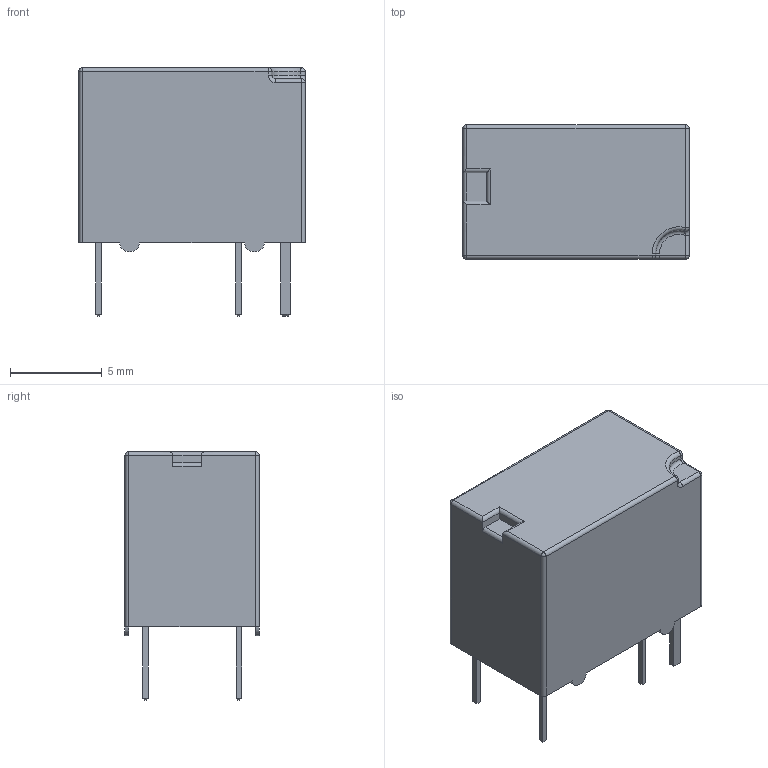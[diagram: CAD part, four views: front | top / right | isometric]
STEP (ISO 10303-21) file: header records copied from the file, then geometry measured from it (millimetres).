
FILE_DESCRIPTION (( 'STEP AP214' ), '1' );
FILE_NAME ('RELAY-TH_HRB1-S-X.step', '2022-07-09T13:35:03', ( '' ), ( '' ), 'SwSTEP 2.0', 'SolidWorks 2020', '' );
FILE_SCHEMA (( 'AUTOMOTIVE_DESIGN' ));
Length unit declared in the file: millimetre
Products named in the file (1): RELAY-TH_HRB1-S-X
Bounding box: 12.3 x 7.31 x 13.5 mm (x, y, z)
Volume: 852.6 mm3; surface area: 582.5 mm2
Topology: 1 solids, 1 shells, 396 faces, 1041 edges, 673 vertices
Faces by surface type: plane 244, bspline 115, cylinder 28, sphere 6, torus 3
Entity records: 17201 total; most frequent: CARTESIAN_POINT 4504, ORIENTED_EDGE 2068, DIRECTION 1412, EDGE_CURVE 1034, LINE 744, VECTOR 744, VERTEX_POINT 672, EDGE_LOOP 428
